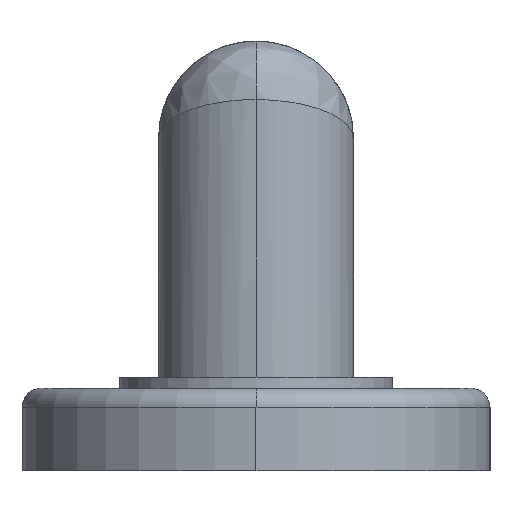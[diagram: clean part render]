
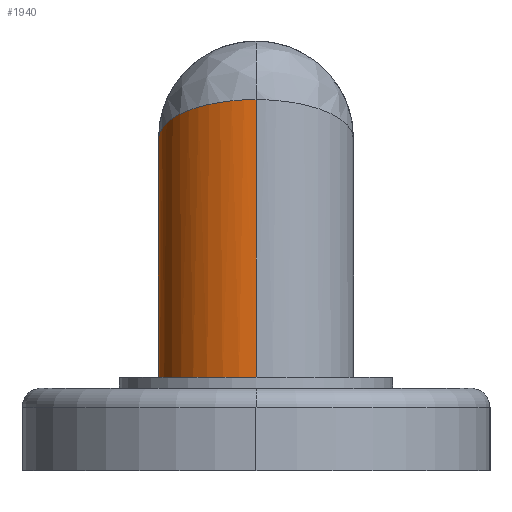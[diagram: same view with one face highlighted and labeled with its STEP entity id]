
A CAD part, left-side view. The second image highlights one B-rep face of the part: STEP entity #1940.
In plain terms, the highlighted cylindrical face has radius 15.875 mm (diameter 31.75 mm), a partial arc.
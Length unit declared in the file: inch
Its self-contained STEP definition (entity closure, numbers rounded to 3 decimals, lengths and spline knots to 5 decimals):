
#730=CARTESIAN_POINT('',(-2.,0.,0.6));
#731=DIRECTION('',(0.,0.,-1.));
#732=DIRECTION('',(-1.,0.,0.));
#733=AXIS2_PLACEMENT_3D('',#730,#731,#732);
#738=CARTESIAN_POINT('',(-1.375,0.,
1.443));
#739=CARTESIAN_POINT('',(-1.375,0.01664,1.443));
#740=CARTESIAN_POINT('',(-1.37633,0.0502,1.44447));
#741=CARTESIAN_POINT('',(-1.38249,0.10098,1.45123));
#742=CARTESIAN_POINT('',(-1.39303,0.15214,1.46282));
#743=CARTESIAN_POINT('',(-1.40826,0.20363,1.47956));
#744=CARTESIAN_POINT('',(-1.42866,0.25547,1.50198));
#745=CARTESIAN_POINT('',(-1.45475,0.30741,1.53066));
#746=CARTESIAN_POINT('',(-1.48717,0.35907,1.56629));
#747=CARTESIAN_POINT('',(-1.52654,0.40977,1.60958));
#748=CARTESIAN_POINT('',(-1.5734,0.45852,1.66108));
#749=CARTESIAN_POINT('',(-1.62807,0.50405,1.72118));
#750=CARTESIAN_POINT('',(-1.69055,0.54479,1.78985));
#751=CARTESIAN_POINT('',(-1.76035,0.57903,1.86657));
#752=CARTESIAN_POINT('',(-1.83636,0.60503,1.95012));
#753=CARTESIAN_POINT('',(-1.91708,0.62131,2.03885));
#754=CARTESIAN_POINT('',(-1.97214,0.625,2.09938));
#755=CARTESIAN_POINT('',(-2.,0.625,2.13));
#760=CARTESIAN_POINT('',(-2.625,0.,2.38));
#761=CARTESIAN_POINT('',(-2.625,0.02079,2.38));
#762=CARTESIAN_POINT('',(-2.62292,0.06243,2.37916));
#763=CARTESIAN_POINT('',(-2.61357,0.12438,2.37543));
#764=CARTESIAN_POINT('',(-2.598,0.18533,2.36921));
#765=CARTESIAN_POINT('',(-2.57625,0.24475,2.36049));
#766=CARTESIAN_POINT('',(-2.5484,0.30207,2.34937));
#767=CARTESIAN_POINT('',(-2.51457,0.35669,2.33583));
#768=CARTESIAN_POINT('',(-2.47492,0.40803,2.31996));
#769=CARTESIAN_POINT('',(-2.42972,0.45542,2.30189));
#770=CARTESIAN_POINT('',(-2.37931,0.49821,2.28172));
#771=CARTESIAN_POINT('',(-2.32412,0.53579,2.25964));
#772=CARTESIAN_POINT('',(-2.26472,0.56751,2.23589));
#773=CARTESIAN_POINT('',(-2.2018,0.59283,2.21073));
#774=CARTESIAN_POINT('',(-2.13613,0.61127,2.18444));
#775=CARTESIAN_POINT('',(-2.06859,0.62249,2.15743));
#776=CARTESIAN_POINT('',(-2.02287,0.625,2.13923));
#777=CARTESIAN_POINT('',(-2.,0.625,2.13));
#782=DIRECTION('',(0.,0.,-1.));
#783=VECTOR('',#782,1.78);
#784=CARTESIAN_POINT('',(-2.625,0.,2.38));
#785=LINE('',#784,#783);
#965=DIRECTION('',(0.,0.,-1.));
#966=VECTOR('',#965,0.843);
#967=CARTESIAN_POINT('',(-1.375,0.,
1.443));
#968=LINE('',#967,#966);
#1063=CARTESIAN_POINT('',(-2.625,0.,2.38));
#1065=VERTEX_POINT('',#1063);
#1071=VERTEX_POINT('',#738);
#1072=VERTEX_POINT('',#755);
#1083=CARTESIAN_POINT('',(-1.375,0.,0.6));
#1084=CARTESIAN_POINT('',(-2.625,0.,0.6));
#1085=VERTEX_POINT('',#1083);
#1086=VERTEX_POINT('',#1084);
#1924=CARTESIAN_POINT('',(-2.,0.,2.13));
#1925=DIRECTION('',(0.,0.,-1.));
#1926=DIRECTION('',(1.,0.,0.));
#1927=AXIS2_PLACEMENT_3D('',#1924,#1925,#1926);
#1928=CYLINDRICAL_SURFACE('',#1927,0.625);
#1930=ORIENTED_EDGE('',*,*,#1929,.T.);
#1932=ORIENTED_EDGE('',*,*,#1931,.F.);
#1933=ORIENTED_EDGE('',*,*,#1916,.T.);
#1935=ORIENTED_EDGE('',*,*,#1934,.F.);
#1937=ORIENTED_EDGE('',*,*,#1936,.T.);
#1938=EDGE_LOOP('',(#1930,#1932,#1933,#1935,#1937));
#1939=FACE_OUTER_BOUND('',#1938,.F.);
#734=CIRCLE('',#733,0.625);
#756=B_SPLINE_CURVE_WITH_KNOTS('',3,(#738,#739,#740,#741,#742,#743,#744,#745,
#746,#747,#748,#749,#750,#751,#752,#753,#754,#755),.UNSPECIFIED.,.F.,.F.,(4,1,1,
1,1,1,1,1,1,1,1,1,1,1,1,4),(0.,0.06667,0.13333,0.2,
0.26667,0.33333,0.4,0.46667,0.53333,
0.6,0.66667,0.73333,0.8,0.86667,
0.93333,1.),.UNSPECIFIED.);
#778=B_SPLINE_CURVE_WITH_KNOTS('',3,(#760,#761,#762,#763,#764,#765,#766,#767,
#768,#769,#770,#771,#772,#773,#774,#775,#776,#777),.UNSPECIFIED.,.F.,.F.,(4,1,1,
1,1,1,1,1,1,1,1,1,1,1,1,4),(0.,0.06667,0.13333,0.2,
0.26667,0.33333,0.4,0.46667,0.53333,
0.6,0.66667,0.73333,0.8,0.86667,
0.93333,1.),.UNSPECIFIED.);
#1916=EDGE_CURVE('',#1071,#1072,#756,.T.);
#1929=EDGE_CURVE('',#1086,#1085,#734,.T.);
#1931=EDGE_CURVE('',#1071,#1085,#968,.T.);
#1934=EDGE_CURVE('',#1065,#1072,#778,.T.);
#1936=EDGE_CURVE('',#1065,#1086,#785,.T.);
#1940=ADVANCED_FACE('',(#1939),#1928,.T.);
